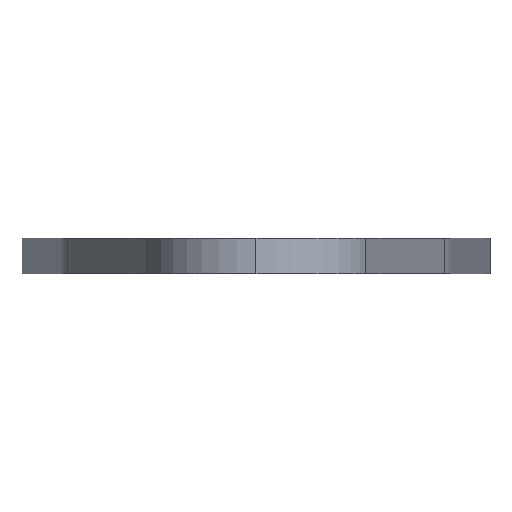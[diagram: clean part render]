
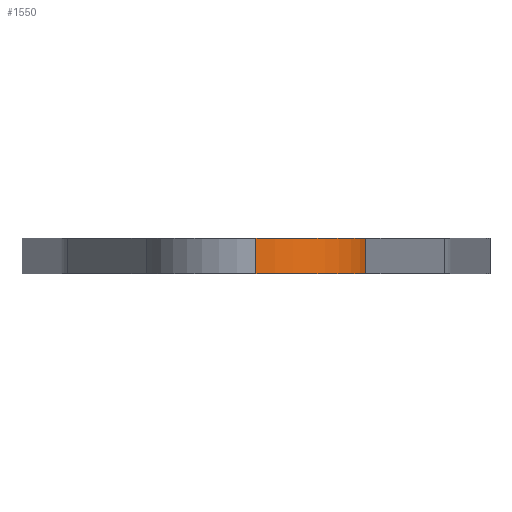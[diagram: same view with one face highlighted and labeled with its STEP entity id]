
A CAD part, left-side view. The second image highlights one B-rep face of the part: STEP entity #1550.
In plain terms, the highlighted cylindrical face has radius 16 mm (diameter 32 mm), a partial arc.
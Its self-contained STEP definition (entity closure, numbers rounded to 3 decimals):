
#10 = DIRECTION ( 'NONE',  ( 0., 0., -1. ) ) ;
#42 = DIRECTION ( 'NONE',  ( 1., 0., 0. ) ) ;
#142 = DIRECTION ( 'NONE',  ( 0., 0., -1. ) ) ;
#178 = AXIS2_PLACEMENT_3D ( 'NONE', #1556, #1403, #1106 ) ;
#243 = AXIS2_PLACEMENT_3D ( 'NONE', #370, #1597, #42 ) ;
#244 = EDGE_CURVE ( 'NONE', #1302, #616, #1599, .T. ) ;
#291 = CARTESIAN_POINT ( 'NONE',  ( -117.875, 0., 5. ) ) ;
#330 = DIRECTION ( 'NONE',  ( -1., 0., 0. ) ) ;
#370 = CARTESIAN_POINT ( 'NONE',  ( -101.875, 0., 5. ) ) ;
#449 = CARTESIAN_POINT ( 'NONE',  ( -105.964, -15.469, 5. ) ) ;
#493 = CARTESIAN_POINT ( 'NONE',  ( -117.875, 0., 0. ) ) ;
#608 = VECTOR ( 'NONE', #142, 1000. ) ;
#616 = VERTEX_POINT ( 'NONE', #1623 ) ;
#620 = VERTEX_POINT ( 'NONE', #493 ) ;
#657 = ORIENTED_EDGE ( 'NONE', *, *, #1604, .T. ) ;
#698 = LINE ( 'NONE', #449, #608 ) ;
#730 = VERTEX_POINT ( 'NONE', #750 ) ;
#750 = CARTESIAN_POINT ( 'NONE',  ( -105.964, -15.469, 0. ) ) ;
#917 = AXIS2_PLACEMENT_3D ( 'NONE', #1324, #10, #330 ) ;
#1014 = ORIENTED_EDGE ( 'NONE', *, *, #1610, .F. ) ;
#1037 = CIRCLE ( 'NONE', #178, 16. ) ;
#1106 = DIRECTION ( 'NONE',  ( 1., 0., 0. ) ) ;
#1278 = EDGE_LOOP ( 'NONE', ( #1347, #657, #1735, #1014 ) ) ;
#1302 = VERTEX_POINT ( 'NONE', #1551 ) ;
#1324 = CARTESIAN_POINT ( 'NONE',  ( -101.875, 0., 5. ) ) ;
#1347 = ORIENTED_EDGE ( 'NONE', *, *, #244, .F. ) ;
#1389 = VECTOR ( 'NONE', #1751, 1000. ) ;
#1391 = EDGE_CURVE ( 'NONE', #620, #730, #1037, .T. ) ;
#1403 = DIRECTION ( 'NONE',  ( 0., 0., 1. ) ) ;
#1407 = LINE ( 'NONE', #291, #1389 ) ;
#1550 = ADVANCED_FACE ( 'NONE', ( #1627 ), #1605, .T. ) ;
#1551 = CARTESIAN_POINT ( 'NONE',  ( -117.875, 0., 5. ) ) ;
#1556 = CARTESIAN_POINT ( 'NONE',  ( -101.875, 0., 0. ) ) ;
#1597 = DIRECTION ( 'NONE',  ( 0., 0., 1. ) ) ;
#1599 = CIRCLE ( 'NONE', #243, 16. ) ;
#1604 = EDGE_CURVE ( 'NONE', #1302, #620, #1407, .T. ) ;
#1605 = CYLINDRICAL_SURFACE ( 'NONE', #917, 16. ) ;
#1610 = EDGE_CURVE ( 'NONE', #616, #730, #698, .T. ) ;
#1623 = CARTESIAN_POINT ( 'NONE',  ( -105.964, -15.469, 5. ) ) ;
#1627 = FACE_OUTER_BOUND ( 'NONE', #1278, .T. ) ;
#1735 = ORIENTED_EDGE ( 'NONE', *, *, #1391, .T. ) ;
#1751 = DIRECTION ( 'NONE',  ( 0., 0., -1. ) ) ;
